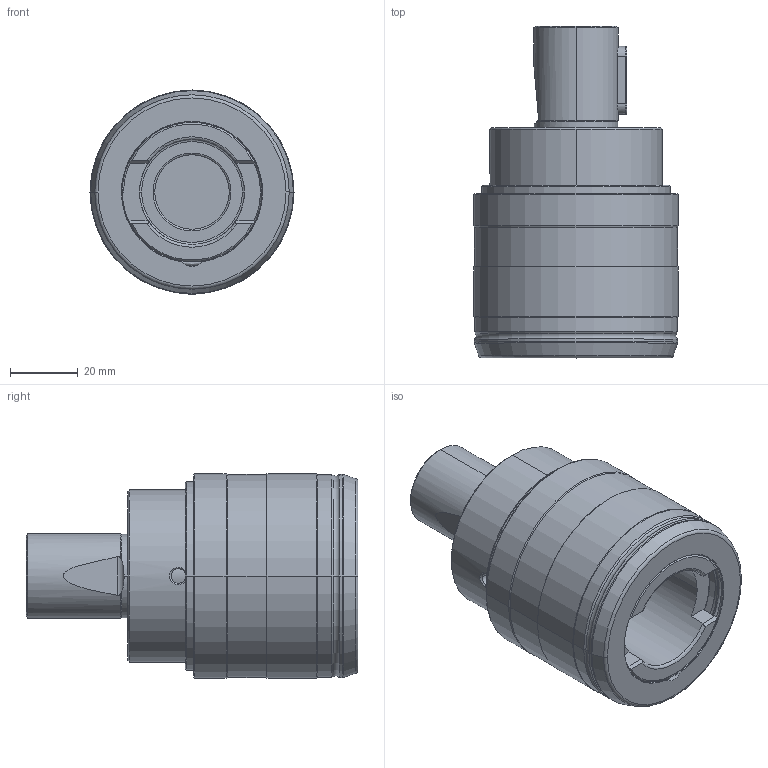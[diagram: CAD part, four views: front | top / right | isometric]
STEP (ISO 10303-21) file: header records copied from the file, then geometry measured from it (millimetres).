
FILE_DESCRIPTION((''),'2;1');
FILE_NAME('34600-D25C_SW0001','2016-04-04T',('040'),(''),'CREO PARAMETRIC BY PTC INC, 2015380','CREO PARAMETRIC BY PTC INC, 2015380','');
FILE_SCHEMA(('CONFIG_CONTROL_DESIGN'));
Length unit declared in the file: millimetre
Products named in the file (1): 34600-D25C_SW0001
Bounding box: 60.3 x 98 x 60.3 mm (x, y, z)
Volume: 118099 mm3; surface area: 56892.9 mm2
Topology: 3 solids, 3 shells, 271 faces, 633 edges, 379 vertices
Faces by surface type: cylinder 92, cone 68, plane 50, torus 49, sphere 12
Entity records: 9049 total; most frequent: CARTESIAN_POINT 2732, DIRECTION 1412, ORIENTED_EDGE 1262, EDGE_CURVE 631, AXIS2_PLACEMENT_3D 598, VERTEX_POINT 379, CIRCLE 327, EDGE_LOOP 298
